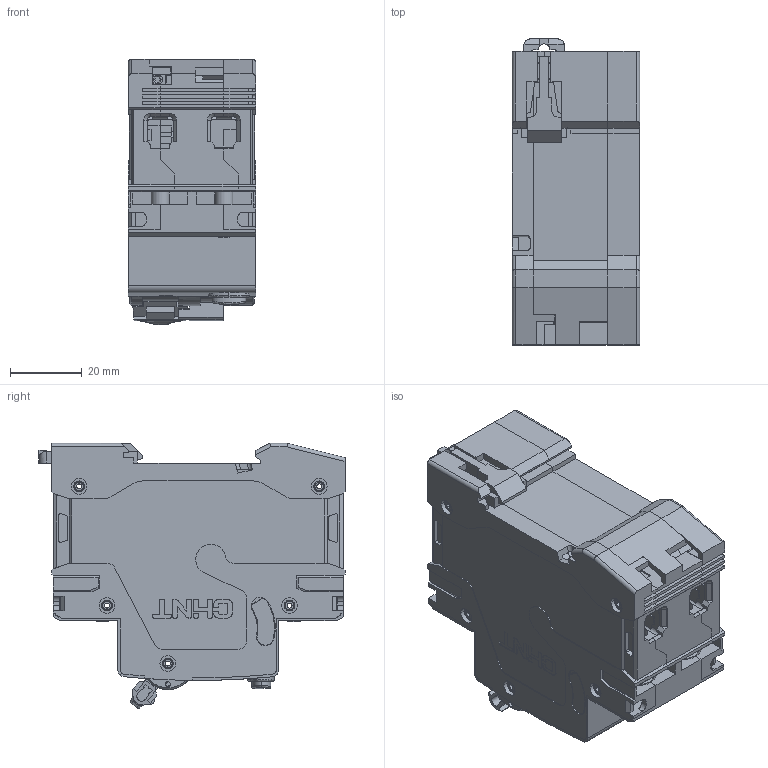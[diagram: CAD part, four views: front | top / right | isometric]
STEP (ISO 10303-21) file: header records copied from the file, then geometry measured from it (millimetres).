
FILE_DESCRIPTION((''),'2;1');
FILE_NAME('WAIKEZUJIAN_ASM','2020-12-26T',('liujin'),(''),'CREO PARAMETRIC BY PTC INC, 2018070','CREO PARAMETRIC BY PTC INC, 2018070','');
FILE_SCHEMA(('CONFIG_CONTROL_DESIGN'));
Products named in the file (19): 8ZTD022280; 8ZTD050294; 8ZTD315607; 8ZT-253-0092; 8ZTD253447; 8ZT-055-002; 8ZTD253500; 8ZT-574-011; M5X13; 5ZT-574-050_ASM; 8ZTD271036; MAODING; 8ZT-231-019-GAI; 8ZTD2061200; 5ZTD231100_ASM; 8ZT-946-045; 8ZT-907-018; 5ZT-859-005_ASM; WAIKEZUJIAN_ASM
Assembly tree (25 placements, depth 3):
  WAIKEZUJIAN_ASM
    8ZTD022280
    8ZTD050294
    8ZTD315607
    8ZT-253-0092
    8ZTD253447
    8ZT-055-002
    8ZTD253500
    5ZT-574-050_ASM  x4
      8ZT-574-011
      M5X13
    8ZTD271036
    MAODING  x5
    5ZTD231100_ASM
      8ZT-231-019-GAI
      8ZTD2061200
    5ZT-859-005_ASM
      8ZT-946-045
      8ZT-907-018
Bounding box: 35.6 x 85.5 x 74.09 mm (x, y, z)
Volume: 57959.4 mm3; surface area: 84124.1 mm2
Topology: 26 solids, 28 shells, 4255 faces, 11821 edges, 7717 vertices
Faces by surface type: plane 3053, cylinder 895, torus 97, extrusion 89, cone 66, bspline 39, sphere 16
Entity records: 173391 total; most frequent: CARTESIAN_POINT 26183, ORIENTED_EDGE 21548, DIRECTION 19958, PRESENTATION_STYLE_ASSIGNMENT 12845, STYLED_ITEM 12841, CURVE_STYLE 10849, EDGE_CURVE 10774, VECTOR 8538
